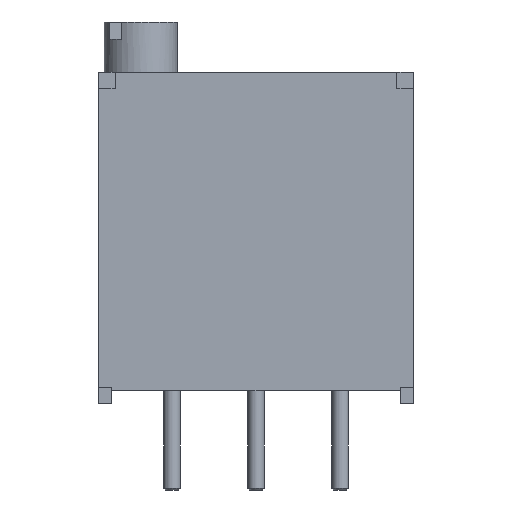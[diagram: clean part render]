
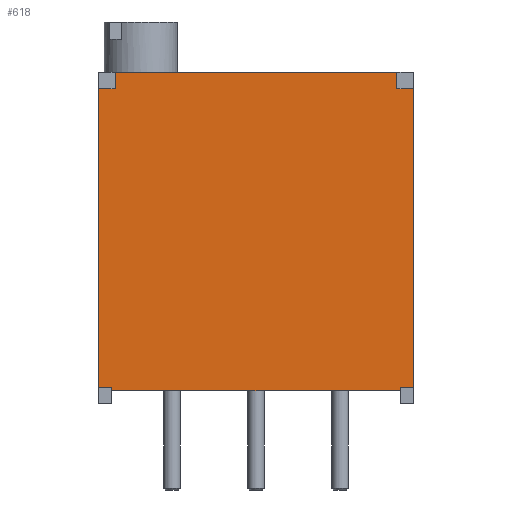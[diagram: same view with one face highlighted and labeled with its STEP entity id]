
A CAD part, front view. The second image highlights one B-rep face of the part: STEP entity #618.
In plain terms, the highlighted planar face has unit normal (0, -1, 0).
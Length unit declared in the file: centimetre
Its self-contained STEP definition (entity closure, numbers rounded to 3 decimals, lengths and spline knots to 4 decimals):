
#112=VERTEX_POINT('',#824);
#113=VERTEX_POINT('',#826);
#118=VERTEX_POINT('',#839);
#119=VERTEX_POINT('',#841);
#121=VERTEX_POINT('',#847);
#125=VERTEX_POINT('',#858);
#126=VERTEX_POINT('',#860);
#128=VERTEX_POINT('',#866);
#132=VERTEX_POINT('',#877);
#133=VERTEX_POINT('',#879);
#136=VERTEX_POINT('',#889);
#137=VERTEX_POINT('',#894);
#166=VECTOR('',#693,1.);
#173=VECTOR('',#702,1.);
#177=VECTOR('',#707,1.);
#182=VECTOR('',#714,1.);
#186=VECTOR('',#719,1.);
#191=VECTOR('',#726,1.);
#196=VECTOR('',#733,1.);
#197=VECTOR('',#734,1.);
#198=VECTOR('',#735,1.);
#199=VECTOR('',#736,1.);
#200=VECTOR('',#737,1.);
#201=VECTOR('',#738,1.);
#228=LINE('',#825,#166);
#235=LINE('',#840,#173);
#239=LINE('',#848,#177);
#244=LINE('',#859,#182);
#248=LINE('',#867,#186);
#253=LINE('',#878,#191);
#258=LINE('',#888,#196);
#259=LINE('',#890,#197);
#260=LINE('',#891,#198);
#261=LINE('',#892,#199);
#262=LINE('',#893,#200);
#263=LINE('',#895,#201);
#290=EDGE_CURVE('',#113,#112,#228,.T.);
#297=EDGE_CURVE('',#119,#118,#235,.T.);
#301=EDGE_CURVE('',#118,#121,#239,.T.);
#306=EDGE_CURVE('',#126,#125,#244,.T.);
#310=EDGE_CURVE('',#125,#128,#248,.T.);
#315=EDGE_CURVE('',#133,#132,#253,.T.);
#320=EDGE_CURVE('',#136,#113,#258,.T.);
#321=EDGE_CURVE('',#126,#112,#259,.T.);
#322=EDGE_CURVE('',#119,#128,#260,.T.);
#323=EDGE_CURVE('',#133,#121,#261,.T.);
#324=EDGE_CURVE('',#132,#137,#262,.T.);
#325=EDGE_CURVE('',#136,#137,#263,.T.);
#404=ORIENTED_EDGE('',*,*,#320,.T.);
#405=ORIENTED_EDGE('',*,*,#290,.T.);
#406=ORIENTED_EDGE('',*,*,#321,.F.);
#407=ORIENTED_EDGE('',*,*,#306,.T.);
#408=ORIENTED_EDGE('',*,*,#310,.T.);
#409=ORIENTED_EDGE('',*,*,#322,.F.);
#410=ORIENTED_EDGE('',*,*,#297,.T.);
#411=ORIENTED_EDGE('',*,*,#301,.T.);
#412=ORIENTED_EDGE('',*,*,#323,.F.);
#413=ORIENTED_EDGE('',*,*,#315,.T.);
#414=ORIENTED_EDGE('',*,*,#324,.T.);
#415=ORIENTED_EDGE('',*,*,#325,.F.);
#526=EDGE_LOOP('',(#404,#405,#406,#407,#408,#409,#410,#411,#412,#413,#414,
#415));
#572=FACE_BOUND('',#526,.T.);
#618=ADVANCED_FACE('',(#572),#992,.F.);
#653=AXIS2_PLACEMENT_3D('',#887,#732,$);
#693=DIRECTION('',(1.,0.,0.));
#702=DIRECTION('',(0.,0.,-1.));
#707=DIRECTION('',(-1.,0.,0.));
#714=DIRECTION('',(-1.,0.,0.));
#719=DIRECTION('',(0.,0.,1.));
#726=DIRECTION('',(1.,0.,0.));
#732=DIRECTION('',(0.,1.,0.));
#733=DIRECTION('',(0.,0.,1.));
#734=DIRECTION('',(0.,0.,-1.));
#735=DIRECTION('',(1.,0.,0.));
#736=DIRECTION('',(0.,0.,1.));
#737=DIRECTION('',(0.,0.,-1.));
#738=DIRECTION('',(-1.,0.,0.));
#824=CARTESIAN_POINT('',(0.475,-0.225,0.05));
#825=CARTESIAN_POINT('',(0.2275,-0.225,0.05));
#826=CARTESIAN_POINT('',(0.435,-0.225,0.05));
#839=CARTESIAN_POINT('',(-0.425,-0.225,0.95));
#840=CARTESIAN_POINT('',(-0.425,-0.225,0.737));
#841=CARTESIAN_POINT('',(-0.425,-0.225,1.));
#847=CARTESIAN_POINT('',(-0.475,-0.225,0.95));
#848=CARTESIAN_POINT('',(-0.225,-0.225,0.95));
#858=CARTESIAN_POINT('',(0.425,-0.225,0.95));
#859=CARTESIAN_POINT('',(0.225,-0.225,0.95));
#860=CARTESIAN_POINT('',(0.475,-0.225,0.95));
#866=CARTESIAN_POINT('',(0.425,-0.225,1.));
#867=CARTESIAN_POINT('',(0.425,-0.225,0.737));
#877=CARTESIAN_POINT('',(-0.435,-0.225,0.05));
#878=CARTESIAN_POINT('',(-0.2275,-0.225,0.05));
#879=CARTESIAN_POINT('',(-0.475,-0.225,0.05));
#887=CARTESIAN_POINT('',(0.,-0.225,0.4991));
#888=CARTESIAN_POINT('',(0.435,-0.225,0.262));
#889=CARTESIAN_POINT('',(0.435,-0.225,0.04));
#890=CARTESIAN_POINT('',(0.475,-0.225,1.));
#891=CARTESIAN_POINT('',(-0.475,-0.225,1.));
#892=CARTESIAN_POINT('',(-0.475,-0.225,0.));
#893=CARTESIAN_POINT('',(-0.435,-0.225,0.262));
#894=CARTESIAN_POINT('',(-0.435,-0.225,0.04));
#895=CARTESIAN_POINT('',(0.435,-0.225,0.04));
#992=PLANE('',#653);
